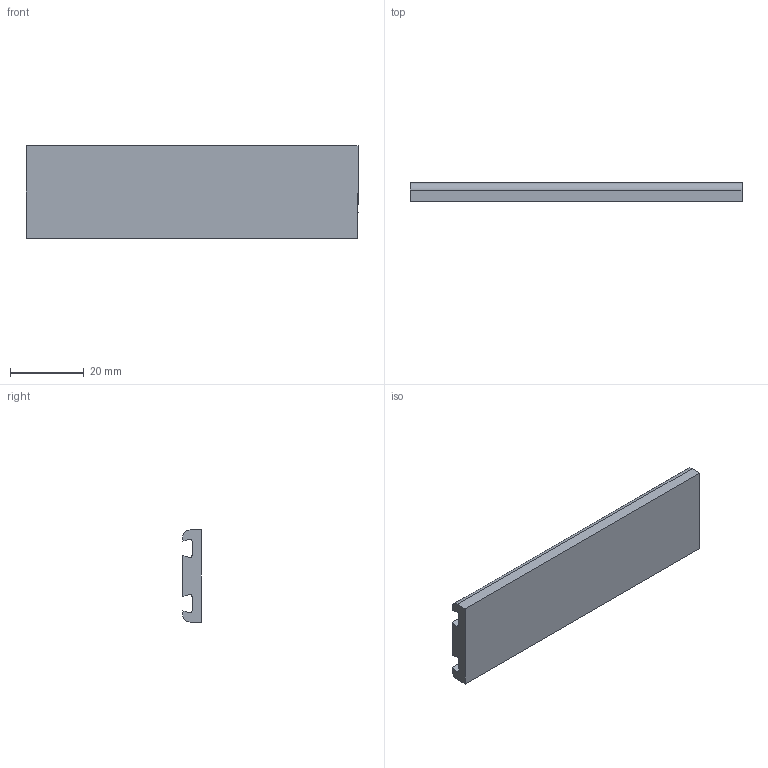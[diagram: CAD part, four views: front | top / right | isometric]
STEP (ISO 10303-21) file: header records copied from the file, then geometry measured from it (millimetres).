
FILE_DESCRIPTION (( 'STEP AP214' ), '1' );
FILE_NAME ('plaque inf 3 pts 1.5mm.STEP', '2020-05-26T09:28:17', ( '' ), ( '' ), 'SwSTEP 2.0', 'SolidWorks 2018', '' );
FILE_SCHEMA (( 'AUTOMOTIVE_DESIGN' ));
Length unit declared in the file: millimetre
Products named in the file (1): plaque inf 3 pts 1.5mm
Bounding box: 90 x 5 x 25 mm (x, y, z)
Volume: 9086 mm3; surface area: 6481 mm2
Topology: 1 solids, 1 shells, 22 faces, 60 edges, 40 vertices
Faces by surface type: plane 14, cylinder 8
Entity records: 734 total; most frequent: CARTESIAN_POINT 123, DIRECTION 122, ORIENTED_EDGE 120, EDGE_CURVE 60, VECTOR 44, LINE 44, VERTEX_POINT 40, AXIS2_PLACEMENT_3D 39
